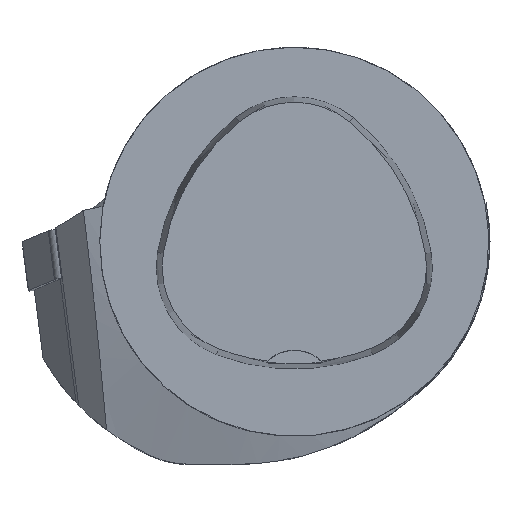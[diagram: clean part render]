
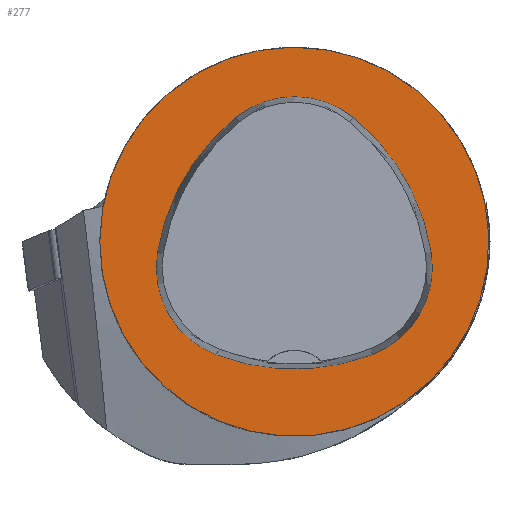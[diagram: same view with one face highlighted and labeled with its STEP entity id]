
A CAD part, top view. The second image highlights one B-rep face of the part: STEP entity #277.
In plain terms, the highlighted planar face has unit normal (0, 0, 1).
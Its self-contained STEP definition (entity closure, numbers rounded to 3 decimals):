
#277=ADVANCED_FACE('',(#666,#667),#350,.T.);
#350=PLANE('',#1837);
#666=FACE_BOUND('',#712,.T.);
#667=FACE_BOUND('',#713,.T.);
#712=EDGE_LOOP('',(#966,#967,#968,#969,#970,#971));
#713=EDGE_LOOP('',(#972));
#966=ORIENTED_EDGE('',*,*,#1520,.T.);
#967=ORIENTED_EDGE('',*,*,#1500,.T.);
#968=ORIENTED_EDGE('',*,*,#1504,.T.);
#969=ORIENTED_EDGE('',*,*,#1507,.T.);
#970=ORIENTED_EDGE('',*,*,#1510,.T.);
#971=ORIENTED_EDGE('',*,*,#1518,.T.);
#972=ORIENTED_EDGE('',*,*,#1491,.F.);
#1315=VERTEX_POINT('',#2728);
#1324=VERTEX_POINT('',#2747);
#1325=VERTEX_POINT('',#2748);
#1328=VERTEX_POINT('',#2756);
#1330=VERTEX_POINT('',#2762);
#1332=VERTEX_POINT('',#2768);
#1339=VERTEX_POINT('',#2789);
#1491=EDGE_CURVE('',#1315,#1315,#1642,.T.);
#1500=EDGE_CURVE('',#1324,#1325,#1643,.T.);
#1504=EDGE_CURVE('',#1325,#1328,#1645,.T.);
#1507=EDGE_CURVE('',#1328,#1330,#1647,.T.);
#1510=EDGE_CURVE('',#1330,#1332,#1649,.T.);
#1518=EDGE_CURVE('',#1332,#1339,#1653,.T.);
#1520=EDGE_CURVE('',#1339,#1324,#1655,.T.);
#1642=CIRCLE('',#1809,25.);
#1643=CIRCLE('',#1815,28.);
#1645=CIRCLE('',#1818,12.);
#1647=CIRCLE('',#1821,28.);
#1649=CIRCLE('',#1824,12.);
#1653=CIRCLE('',#1829,28.);
#1655=CIRCLE('',#1832,12.);
#1809=AXIS2_PLACEMENT_3D('',#2727,#2098,#2099);
#1815=AXIS2_PLACEMENT_3D('',#2746,#2114,#2115);
#1818=AXIS2_PLACEMENT_3D('',#2755,#2122,#2123);
#1821=AXIS2_PLACEMENT_3D('',#2761,#2129,#2130);
#1824=AXIS2_PLACEMENT_3D('',#2767,#2136,#2137);
#1829=AXIS2_PLACEMENT_3D('',#2790,#2148,#2149);
#1832=AXIS2_PLACEMENT_3D('',#2793,#2154,#2155);
#1837=AXIS2_PLACEMENT_3D('',#2798,#2164,#2165);
#2098=DIRECTION('',(0.,0.,-1.));
#2099=DIRECTION('',(-1.,0.,0.));
#2114=DIRECTION('',(0.,0.,-1.));
#2115=DIRECTION('',(-1.,0.,0.));
#2122=DIRECTION('',(0.,0.,-1.));
#2123=DIRECTION('',(-1.,0.,0.));
#2129=DIRECTION('',(0.,0.,-1.));
#2130=DIRECTION('',(-1.,0.,0.));
#2136=DIRECTION('',(0.,0.,-1.));
#2137=DIRECTION('',(-1.,0.,0.));
#2148=DIRECTION('',(0.,0.,-1.));
#2149=DIRECTION('',(-1.,0.,0.));
#2154=DIRECTION('',(0.,0.,-1.));
#2155=DIRECTION('',(-1.,0.,0.));
#2164=DIRECTION('',(0.,0.,1.));
#2165=DIRECTION('',(1.,0.,0.));
#2727=CARTESIAN_POINT('',(0.,0.,0.));
#2728=CARTESIAN_POINT('',(-25.,0.,0.));
#2746=CARTESIAN_POINT('',(10.068,-5.824,0.));
#2747=CARTESIAN_POINT('',(-17.584,-1.424,0.));
#2748=CARTESIAN_POINT('',(-7.531,15.953,0.));
#2755=CARTESIAN_POINT('',(0.011,6.62,0.));
#2756=CARTESIAN_POINT('',(7.567,15.942,0.));
#2761=CARTESIAN_POINT('',(-10.063,-5.81,0.));
#2762=CARTESIAN_POINT('',(17.59,-1.418,0.));
#2767=CARTESIAN_POINT('',(5.739,-3.3,0.));
#2768=CARTESIAN_POINT('',(10.05,-14.499,0.));
#2789=CARTESIAN_POINT('',(-10.025,-14.516,0.));
#2790=CARTESIAN_POINT('',(-0.01,11.631,0.));
#2793=CARTESIAN_POINT('',(-5.733,-3.31,0.));
#2798=CARTESIAN_POINT('',(0.,0.,0.));
